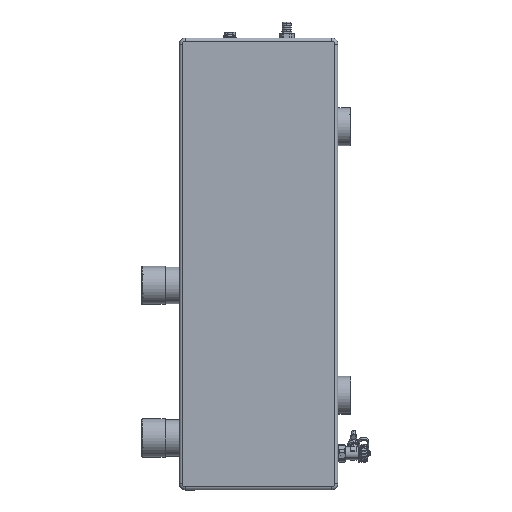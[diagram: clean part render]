
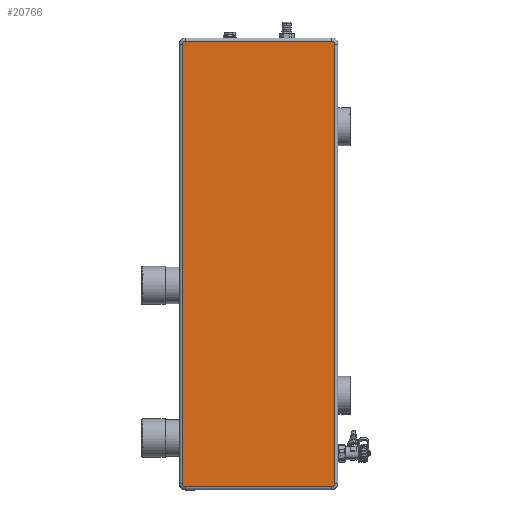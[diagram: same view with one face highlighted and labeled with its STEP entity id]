
A CAD part, top view. The second image highlights one B-rep face of the part: STEP entity #20766.
In plain terms, the highlighted planar face has unit normal (0, 0, 1).
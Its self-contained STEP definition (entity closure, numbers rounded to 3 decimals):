
#712 = VERTEX_POINT ( 'NONE', #12685 ) ;
#1091 = VERTEX_POINT ( 'NONE', #27209 ) ;
#1292 = ORIENTED_EDGE ( 'NONE', *, *, #27815, .T. ) ;
#1306 = EDGE_CURVE ( 'NONE', #23446, #1091, #3195, .T. ) ;
#1909 = CARTESIAN_POINT ( 'NONE',  ( 0., -33., 110. ) ) ;
#1995 = VERTEX_POINT ( 'NONE', #11506 ) ;
#2529 = DIRECTION ( 'NONE',  ( 1., 0., 0. ) ) ;
#2798 = VERTEX_POINT ( 'NONE', #13113 ) ;
#2810 = EDGE_LOOP ( 'NONE', ( #3683, #1292, #30715, #31634, #13478, #8369, #31588, #7755 ) ) ;
#3195 = CIRCLE ( 'NONE', #13213, 5. ) ;
#3683 = ORIENTED_EDGE ( 'NONE', *, *, #33673, .T. ) ;
#3783 = FACE_OUTER_BOUND ( 'NONE', #2810, .T. ) ;
#7261 = VECTOR ( 'NONE', #20205, 1000. ) ;
#7310 = DIRECTION ( 'NONE',  ( 1., 0., 0. ) ) ;
#7629 = DIRECTION ( 'NONE',  ( 0., 0., 1. ) ) ;
#7755 = ORIENTED_EDGE ( 'NONE', *, *, #32763, .T. ) ;
#8369 = ORIENTED_EDGE ( 'NONE', *, *, #22343, .T. ) ;
#8924 = VECTOR ( 'NONE', #11551, 1000. ) ;
#10240 = CARTESIAN_POINT ( 'NONE',  ( 0., 332., 110. ) ) ;
#11076 = VERTEX_POINT ( 'NONE', #28618 ) ;
#11506 = CARTESIAN_POINT ( 'NONE',  ( -120., 697., 110. ) ) ;
#11551 = DIRECTION ( 'NONE',  ( 0., -1., 0. ) ) ;
#12685 = CARTESIAN_POINT ( 'NONE',  ( -120., -33., 110. ) ) ;
#13113 = CARTESIAN_POINT ( 'NONE',  ( 125., -28., 110. ) ) ;
#13213 = AXIS2_PLACEMENT_3D ( 'NONE', #13722, #7629, #2529 ) ;
#13427 = CARTESIAN_POINT ( 'NONE',  ( 120., -28., 110. ) ) ;
#13478 = ORIENTED_EDGE ( 'NONE', *, *, #24643, .T. ) ;
#13722 = CARTESIAN_POINT ( 'NONE',  ( 120., 692., 110. ) ) ;
#14756 = VECTOR ( 'NONE', #33238, 1000. ) ;
#16004 = DIRECTION ( 'NONE',  ( 0., 0., 1. ) ) ;
#16472 = VERTEX_POINT ( 'NONE', #27415 ) ;
#16614 = VERTEX_POINT ( 'NONE', #37415 ) ;
#17576 = AXIS2_PLACEMENT_3D ( 'NONE', #13427, #16004, #28033 ) ;
#17656 = CARTESIAN_POINT ( 'NONE',  ( -125., 332., 110. ) ) ;
#17923 = AXIS2_PLACEMENT_3D ( 'NONE', #27821, #31361, #26384 ) ;
#18246 = LINE ( 'NONE', #29723, #14756 ) ;
#20205 = DIRECTION ( 'NONE',  ( 1., 0., 0. ) ) ;
#20766 = ADVANCED_FACE ( 'NONE', ( #3783 ), #37227, .T. ) ;
#22262 = DIRECTION ( 'NONE',  ( 0., 0., 1. ) ) ;
#22343 = EDGE_CURVE ( 'NONE', #2798, #23446, #37571, .T. ) ;
#22724 = AXIS2_PLACEMENT_3D ( 'NONE', #10240, #22262, #7310 ) ;
#23446 = VERTEX_POINT ( 'NONE', #27827 ) ;
#24643 = EDGE_CURVE ( 'NONE', #11076, #2798, #26419, .T. ) ;
#26384 = DIRECTION ( 'NONE',  ( -1., 0., 0. ) ) ;
#26419 = CIRCLE ( 'NONE', #17576, 5. ) ;
#27209 = CARTESIAN_POINT ( 'NONE',  ( 120., 697., 110. ) ) ;
#27415 = CARTESIAN_POINT ( 'NONE',  ( -125., 692., 110. ) ) ;
#27815 = EDGE_CURVE ( 'NONE', #16472, #16614, #32638, .T. ) ;
#27821 = CARTESIAN_POINT ( 'NONE',  ( -120., -28., 110. ) ) ;
#27827 = CARTESIAN_POINT ( 'NONE',  ( 125., 692., 110. ) ) ;
#28033 = DIRECTION ( 'NONE',  ( 1., 0., 0. ) ) ;
#28618 = CARTESIAN_POINT ( 'NONE',  ( 120., -33., 110. ) ) ;
#28744 = DIRECTION ( 'NONE',  ( 0., 1., 0. ) ) ;
#28887 = LINE ( 'NONE', #1909, #7261 ) ;
#29723 = CARTESIAN_POINT ( 'NONE',  ( 0., 697., 110. ) ) ;
#30525 = AXIS2_PLACEMENT_3D ( 'NONE', #38360, #32479, #38169 ) ;
#30715 = ORIENTED_EDGE ( 'NONE', *, *, #33671, .T. ) ;
#31361 = DIRECTION ( 'NONE',  ( 0., 0., 1. ) ) ;
#31588 = ORIENTED_EDGE ( 'NONE', *, *, #1306, .T. ) ;
#31634 = ORIENTED_EDGE ( 'NONE', *, *, #34156, .T. ) ;
#31761 = CIRCLE ( 'NONE', #17923, 5. ) ;
#32479 = DIRECTION ( 'NONE',  ( 0., 0., 1. ) ) ;
#32638 = LINE ( 'NONE', #17656, #8924 ) ;
#32763 = EDGE_CURVE ( 'NONE', #1091, #1995, #18246, .T. ) ;
#33238 = DIRECTION ( 'NONE',  ( -1., 0., 0. ) ) ;
#33671 = EDGE_CURVE ( 'NONE', #16614, #712, #31761, .T. ) ;
#33673 = EDGE_CURVE ( 'NONE', #1995, #16472, #35522, .T. ) ;
#34156 = EDGE_CURVE ( 'NONE', #712, #11076, #28887, .T. ) ;
#34823 = CARTESIAN_POINT ( 'NONE',  ( 125., 332., 110. ) ) ;
#35522 = CIRCLE ( 'NONE', #30525, 5. ) ;
#36014 = VECTOR ( 'NONE', #28744, 1000. ) ;
#37227 = PLANE ( 'NONE',  #22724 ) ;
#37415 = CARTESIAN_POINT ( 'NONE',  ( -125., -28., 110. ) ) ;
#37571 = LINE ( 'NONE', #34823, #36014 ) ;
#38169 = DIRECTION ( 'NONE',  ( -1., 0., 0. ) ) ;
#38360 = CARTESIAN_POINT ( 'NONE',  ( -120., 692., 110. ) ) ;
